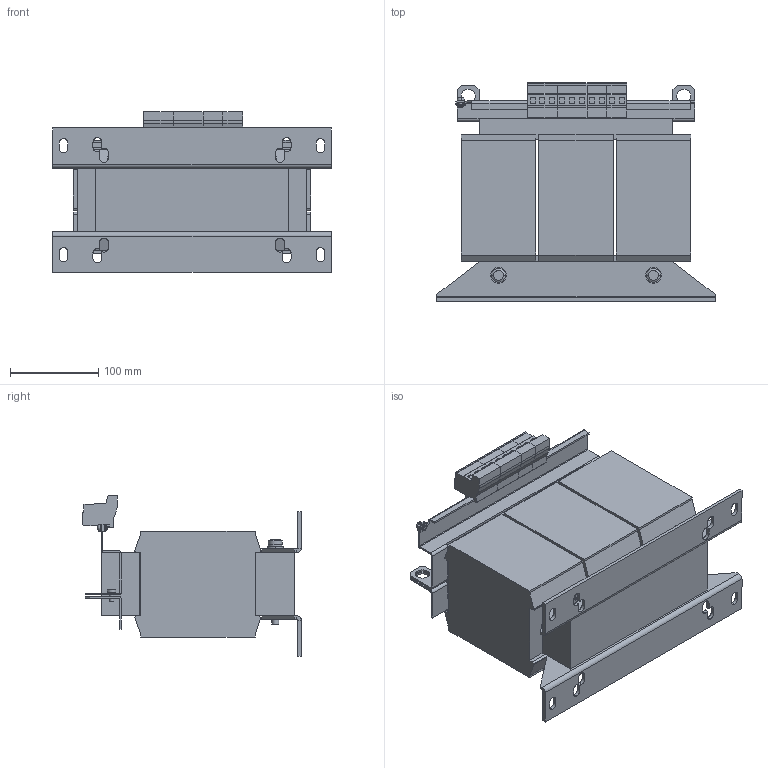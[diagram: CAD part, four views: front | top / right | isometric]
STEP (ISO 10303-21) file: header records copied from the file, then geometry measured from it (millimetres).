
FILE_DESCRIPTION (( 'STEP AP214' ), '1' );
FILE_NAME ('197169.STEP', '2020-05-28T17:55:16', ( '' ), ( '' ), 'SwSTEP 2.0', 'SolidWorks 2018', '' );
FILE_SCHEMA (( 'AUTOMOTIVE_DESIGN' ));
Length unit declared in the file: millimetre
Products named in the file (1): 197169
Bounding box: 316 x 248.4 x 182.55 mm (x, y, z)
Volume: 5844672 mm3; surface area: 459291 mm2
Topology: 1 solids, 1 shells, 642 faces, 1598 edges, 998 vertices
Faces by surface type: plane 468, cylinder 146, torus 14, sphere 8, cone 6
Entity records: 18919 total; most frequent: CARTESIAN_POINT 3363, DIRECTION 3209, ORIENTED_EDGE 3192, EDGE_CURVE 1596, VECTOR 1213, LINE 1213, VERTEX_POINT 998, AXIS2_PLACEMENT_3D 998
